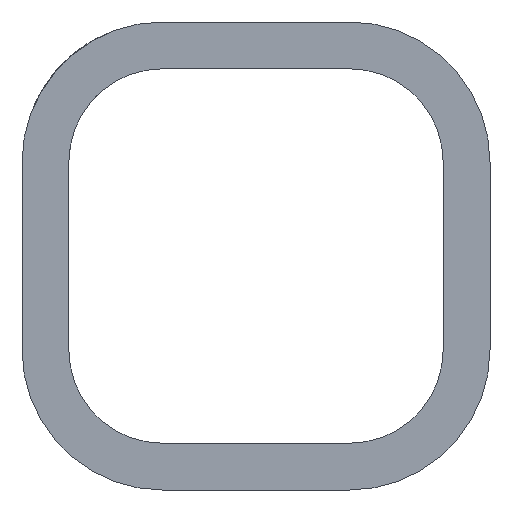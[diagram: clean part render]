
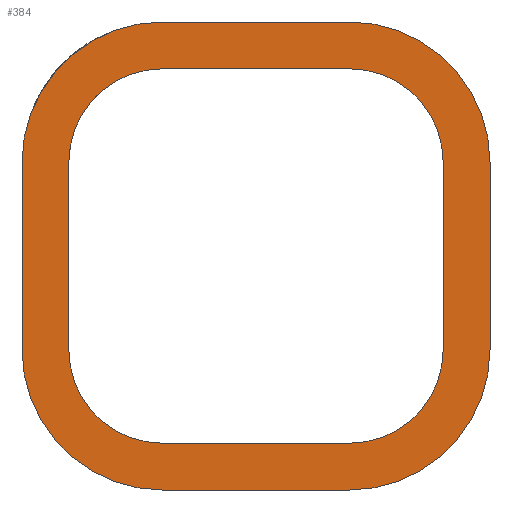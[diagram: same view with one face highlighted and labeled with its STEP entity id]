
A CAD part, front view. The second image highlights one B-rep face of the part: STEP entity #384.
In plain terms, the highlighted planar face has unit normal (0, -1, 0).
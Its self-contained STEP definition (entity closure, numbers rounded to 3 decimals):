
#18=FACE_BOUND('',#86,.T.);
#28=PLANE('',#433);
#29=CIRCLE('',#401,1.);
#31=CIRCLE('',#405,1.);
#33=CIRCLE('',#409,1.);
#35=CIRCLE('',#413,1.);
#38=CIRCLE('',#418,1.5);
#42=CIRCLE('',#425,1.5);
#43=CIRCLE('',#427,1.5);
#44=CIRCLE('',#430,1.5);
#63=FACE_OUTER_BOUND('',#85,.T.);
#85=EDGE_LOOP('',(#341,#342,#343,#344,#345,#346,#347,#348));
#86=EDGE_LOOP('',(#349,#350,#351,#352,#353,#354,#355,#356));
#90=LINE('',#637,#123);
#94=LINE('',#649,#127);
#98=LINE('',#661,#131);
#103=LINE('',#673,#136);
#110=LINE('',#699,#143);
#116=LINE('',#714,#149);
#118=LINE('',#720,#151);
#119=LINE('',#722,#152);
#123=VECTOR('',#449,10.);
#127=VECTOR('',#461,10.);
#131=VECTOR('',#473,10.);
#136=VECTOR('',#486,10.);
#143=VECTOR('',#509,10.);
#149=VECTOR('',#525,10.);
#151=VECTOR('',#533,10.);
#152=VECTOR('',#536,10.);
#163=VERTEX_POINT('',#627);
#164=VERTEX_POINT('',#628);
#167=VERTEX_POINT('',#636);
#169=VERTEX_POINT('',#642);
#171=VERTEX_POINT('',#648);
#173=VERTEX_POINT('',#654);
#175=VERTEX_POINT('',#660);
#177=VERTEX_POINT('',#666);
#181=VERTEX_POINT('',#678);
#182=VERTEX_POINT('',#680);
#189=VERTEX_POINT('',#698);
#190=VERTEX_POINT('',#702);
#191=VERTEX_POINT('',#706);
#192=VERTEX_POINT('',#708);
#193=VERTEX_POINT('',#712);
#194=VERTEX_POINT('',#716);
#201=EDGE_CURVE('',#163,#164,#29,.T.);
#205=EDGE_CURVE('',#164,#167,#90,.T.);
#208=EDGE_CURVE('',#167,#169,#31,.T.);
#211=EDGE_CURVE('',#169,#171,#94,.T.);
#214=EDGE_CURVE('',#171,#173,#33,.T.);
#217=EDGE_CURVE('',#173,#175,#98,.T.);
#220=EDGE_CURVE('',#175,#177,#35,.T.);
#224=EDGE_CURVE('',#177,#163,#103,.T.);
#227=EDGE_CURVE('',#181,#182,#38,.T.);
#236=EDGE_CURVE('',#182,#189,#110,.T.);
#238=EDGE_CURVE('',#189,#190,#42,.T.);
#241=EDGE_CURVE('',#191,#192,#43,.T.);
#244=EDGE_CURVE('',#193,#191,#116,.T.);
#246=EDGE_CURVE('',#194,#193,#44,.T.);
#247=EDGE_CURVE('',#190,#194,#118,.T.);
#248=EDGE_CURVE('',#192,#181,#119,.T.);
#341=ORIENTED_EDGE('',*,*,#227,.F.);
#342=ORIENTED_EDGE('',*,*,#248,.F.);
#343=ORIENTED_EDGE('',*,*,#241,.F.);
#344=ORIENTED_EDGE('',*,*,#244,.F.);
#345=ORIENTED_EDGE('',*,*,#246,.F.);
#346=ORIENTED_EDGE('',*,*,#247,.F.);
#347=ORIENTED_EDGE('',*,*,#238,.F.);
#348=ORIENTED_EDGE('',*,*,#236,.F.);
#349=ORIENTED_EDGE('',*,*,#214,.F.);
#350=ORIENTED_EDGE('',*,*,#211,.F.);
#351=ORIENTED_EDGE('',*,*,#208,.F.);
#352=ORIENTED_EDGE('',*,*,#205,.F.);
#353=ORIENTED_EDGE('',*,*,#201,.F.);
#354=ORIENTED_EDGE('',*,*,#224,.F.);
#355=ORIENTED_EDGE('',*,*,#220,.F.);
#356=ORIENTED_EDGE('',*,*,#217,.F.);
#384=ADVANCED_FACE('',(#63,#18),#28,.F.);
#401=AXIS2_PLACEMENT_3D('',#629,#441,#442);
#405=AXIS2_PLACEMENT_3D('',#643,#454,#455);
#409=AXIS2_PLACEMENT_3D('',#655,#466,#467);
#413=AXIS2_PLACEMENT_3D('',#667,#478,#479);
#418=AXIS2_PLACEMENT_3D('',#681,#492,#493);
#425=AXIS2_PLACEMENT_3D('',#703,#513,#514);
#427=AXIS2_PLACEMENT_3D('',#709,#519,#520);
#430=AXIS2_PLACEMENT_3D('',#718,#529,#530);
#433=AXIS2_PLACEMENT_3D('',#723,#537,#538);
#441=DIRECTION('center_axis',(0.,-1.,0.));
#442=DIRECTION('ref_axis',(0.707,0.,-0.707));
#449=DIRECTION('',(0.,0.,1.));
#454=DIRECTION('center_axis',(0.,-1.,0.));
#455=DIRECTION('ref_axis',(0.707,0.,0.707));
#461=DIRECTION('',(-1.,0.,0.));
#466=DIRECTION('center_axis',(0.,-1.,0.));
#467=DIRECTION('ref_axis',(-0.707,0.,0.707));
#473=DIRECTION('',(0.,0.,-1.));
#478=DIRECTION('center_axis',(0.,-1.,0.));
#479=DIRECTION('ref_axis',(-0.707,0.,-0.707));
#486=DIRECTION('',(1.,0.,0.));
#492=DIRECTION('center_axis',(0.,1.,0.));
#493=DIRECTION('ref_axis',(0.707,0.,0.707));
#509=DIRECTION('',(0.,0.,-1.));
#513=DIRECTION('center_axis',(0.,1.,0.));
#514=DIRECTION('ref_axis',(0.707,0.,-0.707));
#519=DIRECTION('center_axis',(0.,1.,0.));
#520=DIRECTION('ref_axis',(-0.707,0.,0.707));
#525=DIRECTION('',(0.,0.,1.));
#529=DIRECTION('center_axis',(0.,1.,0.));
#530=DIRECTION('ref_axis',(-0.707,0.,-0.707));
#533=DIRECTION('',(-1.,0.,0.));
#536=DIRECTION('',(1.,0.,0.));
#537=DIRECTION('center_axis',(0.,1.,0.));
#538=DIRECTION('ref_axis',(1.,0.,0.));
#627=CARTESIAN_POINT('',(1.,0.,-2.));
#628=CARTESIAN_POINT('',(2.,0.,-1.));
#629=CARTESIAN_POINT('Origin',(1.,0.,-1.));
#636=CARTESIAN_POINT('',(2.,0.,1.));
#637=CARTESIAN_POINT('',(2.,0.,2.));
#642=CARTESIAN_POINT('',(1.,0.,2.));
#643=CARTESIAN_POINT('Origin',(1.,0.,1.));
#648=CARTESIAN_POINT('',(-1.,0.,2.));
#649=CARTESIAN_POINT('',(-2.,0.,2.));
#654=CARTESIAN_POINT('',(-2.,0.,1.));
#655=CARTESIAN_POINT('Origin',(-1.,0.,1.));
#660=CARTESIAN_POINT('',(-2.,0.,-1.));
#661=CARTESIAN_POINT('',(-2.,0.,-2.));
#666=CARTESIAN_POINT('',(-1.,0.,-2.));
#667=CARTESIAN_POINT('Origin',(-1.,0.,-1.));
#673=CARTESIAN_POINT('',(2.,0.,-2.));
#678=CARTESIAN_POINT('',(1.,0.,2.5));
#680=CARTESIAN_POINT('',(2.5,0.,1.));
#681=CARTESIAN_POINT('Origin',(1.,0.,1.));
#698=CARTESIAN_POINT('',(2.5,0.,-1.));
#699=CARTESIAN_POINT('',(2.5,0.,2.5));
#702=CARTESIAN_POINT('',(1.,0.,-2.5));
#703=CARTESIAN_POINT('Origin',(1.,0.,-1.));
#706=CARTESIAN_POINT('',(-2.5,0.,1.));
#708=CARTESIAN_POINT('',(-1.,0.,2.5));
#709=CARTESIAN_POINT('Origin',(-1.,0.,1.));
#712=CARTESIAN_POINT('',(-2.5,0.,-1.));
#714=CARTESIAN_POINT('',(-2.5,0.,-2.5));
#716=CARTESIAN_POINT('',(-1.,0.,-2.5));
#718=CARTESIAN_POINT('Origin',(-1.,0.,-1.));
#720=CARTESIAN_POINT('',(2.5,0.,-2.5));
#722=CARTESIAN_POINT('',(-2.5,0.,2.5));
#723=CARTESIAN_POINT('Origin',(0.,0.,0.));
